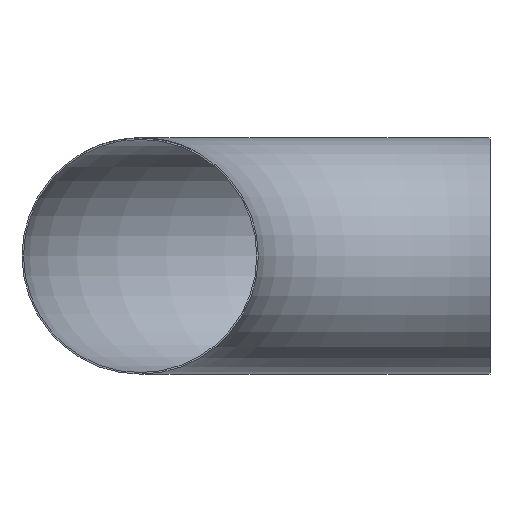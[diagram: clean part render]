
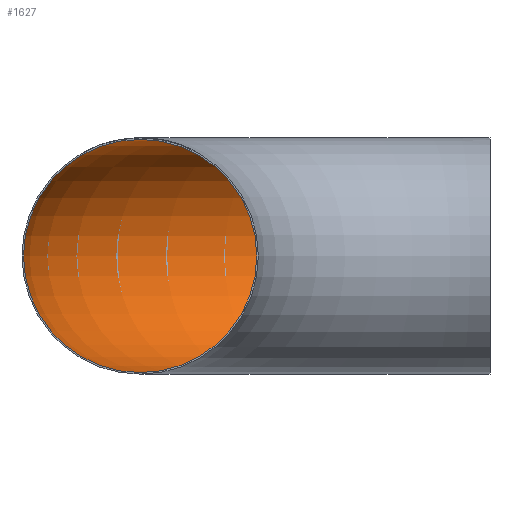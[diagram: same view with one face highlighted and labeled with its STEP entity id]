
A CAD part, front view. The second image highlights one B-rep face of the part: STEP entity #1627.
In plain terms, the highlighted toroidal (fillet/blend) face has major radius 450 mm and minor radius 150 mm.
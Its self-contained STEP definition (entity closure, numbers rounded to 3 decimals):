
#297 = CARTESIAN_POINT ( 'NONE',  ( 0., 0., 0. ) ) ;
#382 = TOROIDAL_SURFACE ( 'NONE', #7081, 450., 150. ) ;
#659 = CIRCLE ( 'NONE', #7468, 150. ) ;
#770 = DIRECTION ( 'NONE',  ( 0., 1., 0. ) ) ;
#995 = DIRECTION ( 'NONE',  ( 0., 0., -1. ) ) ;
#1444 = FACE_OUTER_BOUND ( 'NONE', #6459, .T. ) ;
#1627 = ADVANCED_FACE ( 'NONE', ( #1444, #5452 ), #382, .F. ) ;
#2096 = ORIENTED_EDGE ( 'NONE', *, *, #6318, .T. ) ;
#2120 = CARTESIAN_POINT ( 'NONE',  ( -450., 0., 0. ) ) ;
#2829 = DIRECTION ( 'NONE',  ( 0., 1., 0. ) ) ;
#3328 = VERTEX_POINT ( 'NONE', #7160 ) ;
#3430 = DIRECTION ( 'NONE',  ( 0., 0., 1. ) ) ;
#4015 = ORIENTED_EDGE ( 'NONE', *, *, #6302, .F. ) ;
#4837 = DIRECTION ( 'NONE',  ( 1., 0., 0. ) ) ;
#4900 = VERTEX_POINT ( 'NONE', #7768 ) ;
#5452 = FACE_OUTER_BOUND ( 'NONE', #6867, .T. ) ;
#6302 = EDGE_CURVE ( 'NONE', #4900, #4900, #8174, .T. ) ;
#6318 = EDGE_CURVE ( 'NONE', #3328, #3328, #659, .T. ) ;
#6416 = DIRECTION ( 'NONE',  ( -1., 0., 0. ) ) ;
#6459 = EDGE_LOOP ( 'NONE', ( #2096 ) ) ;
#6867 = EDGE_LOOP ( 'NONE', ( #4015 ) ) ;
#7081 = AXIS2_PLACEMENT_3D ( 'NONE', #297, #995, #6416 ) ;
#7160 = CARTESIAN_POINT ( 'NONE',  ( 0., 600., 0. ) ) ;
#7468 = AXIS2_PLACEMENT_3D ( 'NONE', #7482, #4837, #2829 ) ;
#7482 = CARTESIAN_POINT ( 'NONE',  ( 0., 450., 0. ) ) ;
#7768 = CARTESIAN_POINT ( 'NONE',  ( -450., 0., 150. ) ) ;
#7963 = AXIS2_PLACEMENT_3D ( 'NONE', #2120, #770, #3430 ) ;
#8174 = CIRCLE ( 'NONE', #7963, 150. ) ;
